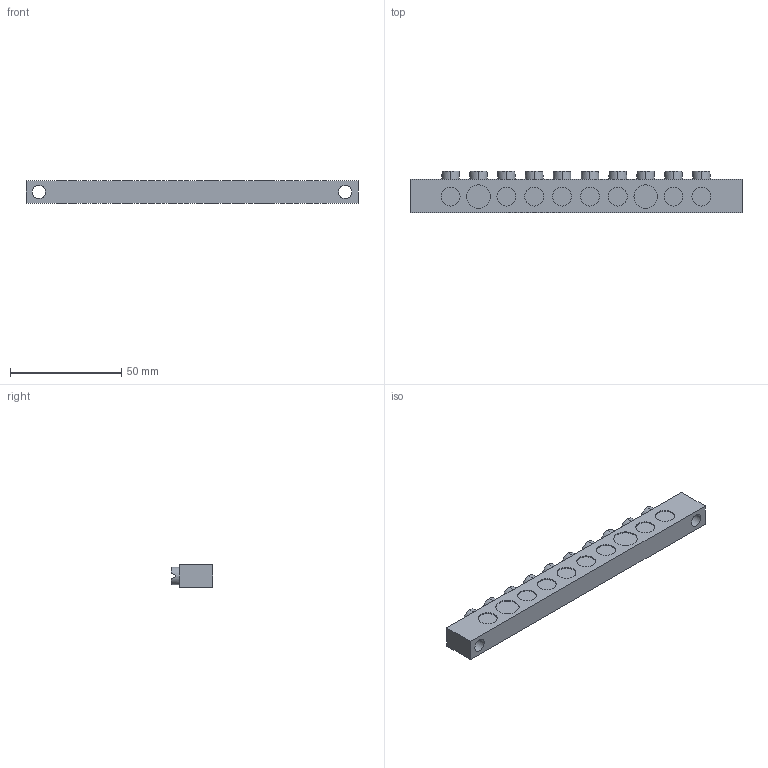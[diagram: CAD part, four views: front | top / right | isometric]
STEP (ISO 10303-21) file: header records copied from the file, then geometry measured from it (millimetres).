
FILE_DESCRIPTION (( 'STEP AP203' ), '1' );
FILE_NAME ('10x15mm - 10 Delikli Pano Topraklama Klemensi.STEP', '2019-01-08T07:36:54', ( '' ), ( '' ), 'SwSTEP 2.0', 'SolidWorks 2011', '' );
FILE_SCHEMA (( 'CONFIG_CONTROL_DESIGN' ));
Length unit declared in the file: millimetre
Products named in the file (1): 10x15mm - 10 Delikli Pano Topraklama Klemensi
Bounding box: 149 x 18.7 x 10 mm (x, y, z)
Volume: 21937.2 mm3; surface area: 9794.7 mm2
Topology: 1 solids, 1 shells, 228 faces, 584 edges, 388 vertices
Faces by surface type: plane 156, cylinder 68, cone 4
Entity records: 7021 total; most frequent: CARTESIAN_POINT 1321, DIRECTION 1182, ORIENTED_EDGE 1168, EDGE_CURVE 584, AXIS2_PLACEMENT_3D 409, VERTEX_POINT 388, LINE 364, VECTOR 364
